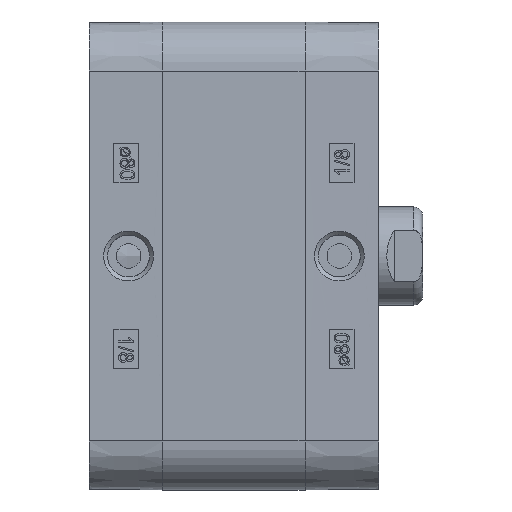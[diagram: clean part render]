
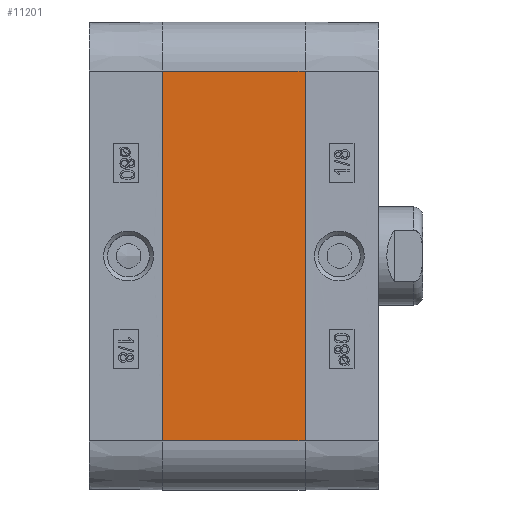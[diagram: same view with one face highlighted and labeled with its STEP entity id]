
A CAD part, left-side view. The second image highlights one B-rep face of the part: STEP entity #11201.
In plain terms, the highlighted planar face has unit normal (-1, 0, 0).
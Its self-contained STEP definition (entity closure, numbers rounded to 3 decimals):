
#5584=CARTESIAN_POINT('',(-47.75,-29.,37.75));
#5585=VERTEX_POINT('',#5584);
#5592=CARTESIAN_POINT('',(-47.75,-29.,-37.75));
#5593=VERTEX_POINT('',#5592);
#5594=CARTESIAN_POINT('',(-47.75,-29.,-37.75));
#5595=DIRECTION('',(0.0,0.0,1.0));
#5596=VECTOR('',#5595,75.5);
#5597=LINE('',#5594,#5596);
#5598=EDGE_CURVE('',#5593,#5585,#5597,.T.);
#11159=CARTESIAN_POINT('',(-47.75,0.0,-37.75));
#11160=VERTEX_POINT('',#11159);
#11161=CARTESIAN_POINT('',(-47.75,0.0,-37.75));
#11162=DIRECTION('',(0.0,-1.0,0.0));
#11163=VECTOR('',#11162,29.);
#11164=LINE('',#11161,#11163);
#11165=EDGE_CURVE('',#11160,#5593,#11164,.T.);
#11178=CARTESIAN_POINT('',(-47.75,0.0,-37.75));
#11179=DIRECTION('',(-1.0,0.0,0.0));
#11180=DIRECTION('',(0.0,0.0,1.0));
#11181=AXIS2_PLACEMENT_3D('',#11178,#11179,#11180);
#11182=PLANE('',#11181);
#11183=ORIENTED_EDGE('',*,*,#5598,.T.);
#11184=CARTESIAN_POINT('',(-47.75,0.0,37.75));
#11185=VERTEX_POINT('',#11184);
#11186=CARTESIAN_POINT('',(-47.75,0.0,37.75));
#11187=DIRECTION('',(0.0,-1.0,0.0));
#11188=VECTOR('',#11187,29.);
#11189=LINE('',#11186,#11188);
#11190=EDGE_CURVE('',#11185,#5585,#11189,.T.);
#11191=ORIENTED_EDGE('',*,*,#11190,.F.);
#11192=CARTESIAN_POINT('',(-47.75,0.0,-37.75));
#11193=DIRECTION('',(0.0,0.0,1.0));
#11194=VECTOR('',#11193,75.5);
#11195=LINE('',#11192,#11194);
#11196=EDGE_CURVE('',#11160,#11185,#11195,.T.);
#11197=ORIENTED_EDGE('',*,*,#11196,.F.);
#11198=ORIENTED_EDGE('',*,*,#11165,.T.);
#11199=EDGE_LOOP('',(#11183,#11191,#11197,#11198));
#11200=FACE_OUTER_BOUND('',#11199,.T.);
#11201=ADVANCED_FACE('',(#11200),#11182,.T.);
